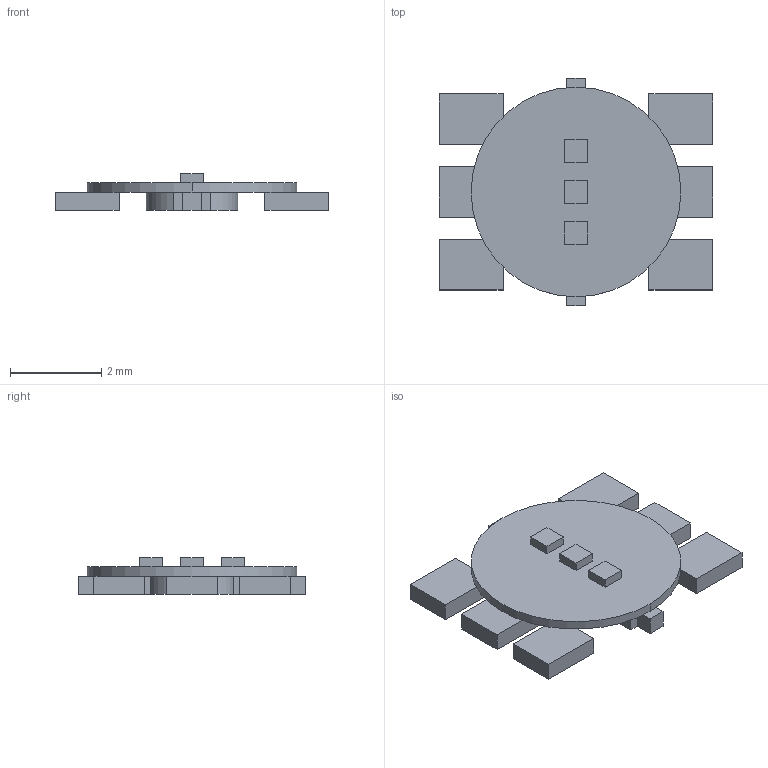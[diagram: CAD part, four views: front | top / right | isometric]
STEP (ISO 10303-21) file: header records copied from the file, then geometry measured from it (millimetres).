
FILE_DESCRIPTION(('FreeCAD Model'),'2;1');
FILE_NAME('ddd.step', '2017-09-12T12:29:25',('Author'),(''), 'Open CASCADE STEP processor 6.8','FreeCAD','Unknown');
FILE_SCHEMA(('AUTOMOTIVE_DESIGN_CC2 { 1 2 10303 214 -1 1 5 4 }'));
Length unit declared in the file: millimetre
Products named in the file (12): ASSEMBLY; M_LED_LEAD; M_LED_LEAD001; M_LED_LEAD002; M_LED_LEAD004; M_LED_LEAD005; M_LED_LEAD006; M_LED_LEAD003; M_LED_SPREAD; M_LED_SOURCE; M_LED_SOURCE001; M_LED_SOURCE002
Assembly tree (11 placements, depth 2):
  ASSEMBLY
    M_LED_LEAD
    M_LED_LEAD001
    M_LED_LEAD002
    M_LED_LEAD004
    M_LED_LEAD005
    M_LED_LEAD006
    M_LED_LEAD003
    M_LED_SPREAD
    M_LED_SOURCE
    M_LED_SOURCE001
    M_LED_SOURCE002
Bounding box: 6 x 5 x 0.8 mm (x, y, z)
Volume: 9.3 mm3; surface area: 84.9 mm2
Topology: 11 solids, 11 shells, 76 faces, 162 edges, 108 vertices
Faces by surface type: plane 72, cylinder 4
Entity records: 4779 total; most frequent: CARTESIAN_POINT 1078, DIRECTION 652, LINE 454, VECTOR 454, ORIENTED_EDGE 324, PCURVE 324, DEFINITIONAL_REPRESENTATION 324, EDGE_CURVE 162
